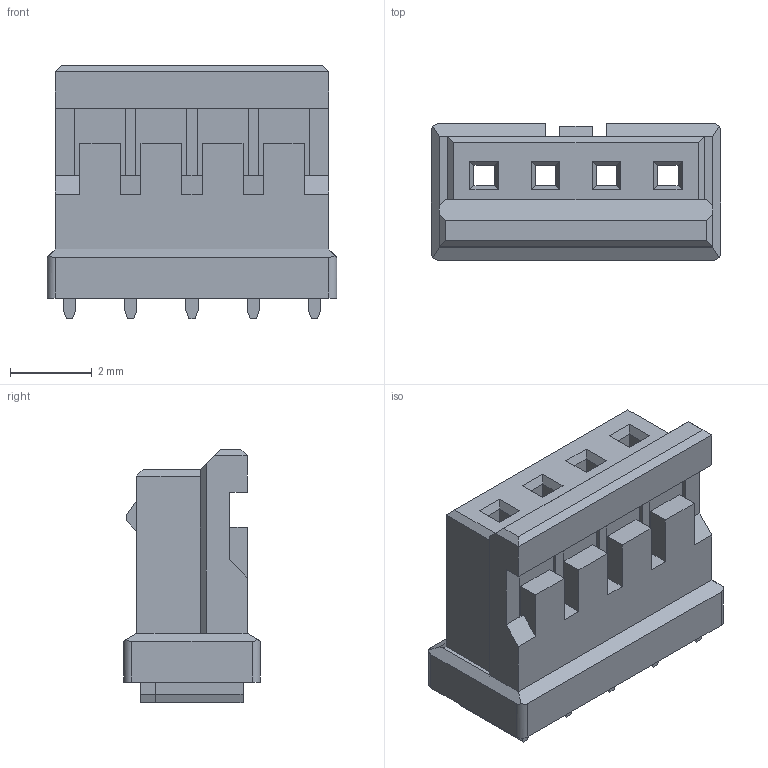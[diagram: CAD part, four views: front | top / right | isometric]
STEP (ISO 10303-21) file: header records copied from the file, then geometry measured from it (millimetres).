
FILE_DESCRIPTION( ( 'STEP AP214' ), '1' );
FILE_NAME( 'psolqas07150728626.stp', '2020-02-17T06:15:07', ( '' ), ( '' ), ' ', 'PARTsolutions', ' ' );
FILE_SCHEMA( ( 'AUTOMOTIVE_DESIGN { 1 0 10303 214 1 1 1 1 }' ) );
Length unit declared in the file: metre
Products named in the file (1): 1
Bounding box: 7.1 x 3.35 x 6.2 mm (x, y, z)
Volume: 87.2 mm3; surface area: 227.1 mm2
Topology: 1 solids, 1 shells, 274 faces, 738 edges, 468 vertices
Faces by surface type: plane 270, cylinder 4
Entity records: 8357 total; most frequent: CARTESIAN_POINT 1513, ORIENTED_EDGE 1476, DIRECTION 1284, EDGE_CURVE 738, LINE 726, VECTOR 726, VERTEX_POINT 468, EDGE_LOOP 284
